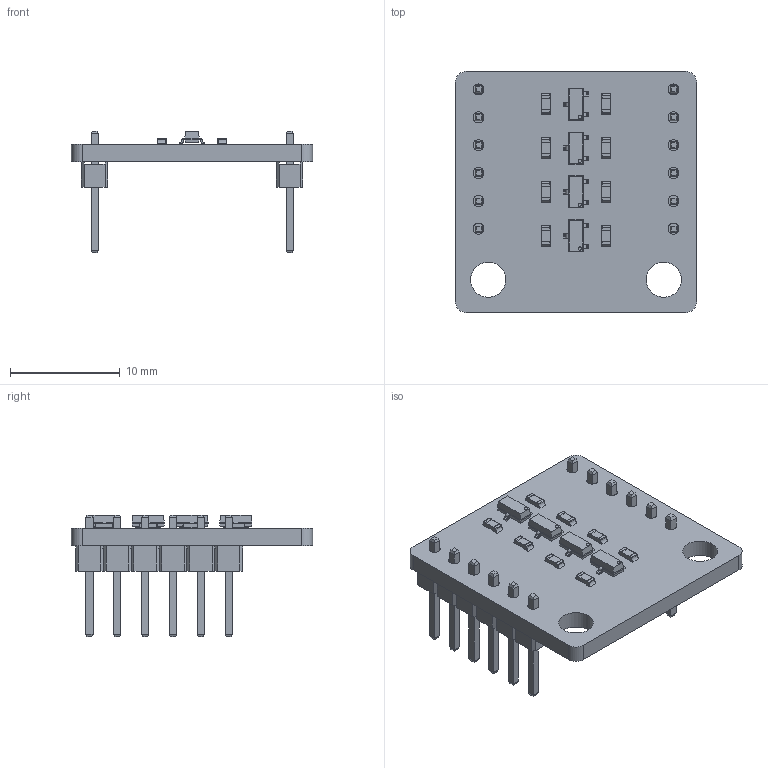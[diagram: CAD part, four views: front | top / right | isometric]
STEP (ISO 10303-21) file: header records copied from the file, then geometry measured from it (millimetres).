
FILE_DESCRIPTION(('KiCad electronic assembly'),'2;1');
FILE_NAME('Logic_level_converter_3D.step','2021-09-03T08:29:34',( 'Pcbnew'),('Kicad'),'Open CASCADE STEP processor 7.5', 'KiCad to STEP converter','Unknown');
FILE_SCHEMA(('AUTOMOTIVE_DESIGN { 1 0 10303 214 1 1 1 1 }'));
Length unit declared in the file: millimetre
Products named in the file (8): Logic_level_converter_3D 1; SOT23-3; COMPOUND; 0603R; SOLID; 6x_Male_Pin_2.54_mm
Assembly tree (18 placements, depth 3):
  Logic_level_converter_3D 1
    SOT23-3  x4
      COMPOUND
    0603R  x8
      SOLID
    6x_Male_Pin_2.54_mm  x2
      COMPOUND
    COMPOUND
Bounding box: 22 x 22 x 11.1 mm (x, y, z)
Volume: 950.1 mm3; surface area: 1936.4 mm2
Topology: 41 solids, 41 shells, 1124 faces, 2706 edges, 1628 vertices
Faces by surface type: bspline 1100, cylinder 18, plane 6
Full cylindrical faces by diameter (mm): 1 x12, 3.2 x2
Entity records: 18818 total; most frequent: CARTESIAN_POINT 7177, B_SPLINE_CURVE_WITH_KNOTS 2028, ORIENTED_EDGE 1572, PCURVE 1572, DEFINITIONAL_REPRESENTATION 1572, EDGE_CURVE 786, SURFACE_CURVE 772, VERTEX_POINT 488
